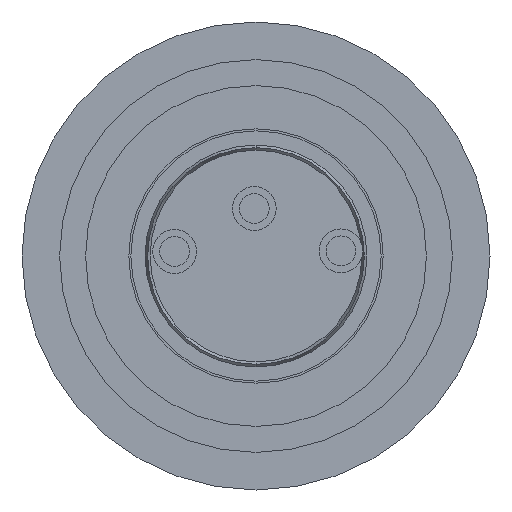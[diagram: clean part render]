
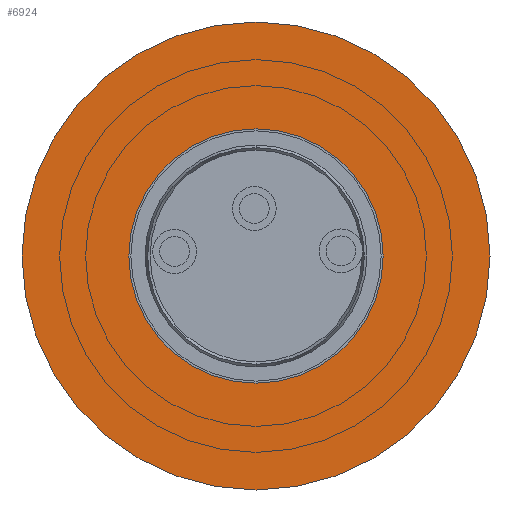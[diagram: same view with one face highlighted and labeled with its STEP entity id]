
A CAD part, front view. The second image highlights one B-rep face of the part: STEP entity #6924.
In plain terms, the highlighted planar face has unit normal (0, -1, 0).
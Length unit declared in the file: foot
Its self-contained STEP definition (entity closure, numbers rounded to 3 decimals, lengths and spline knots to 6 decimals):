
#272 = EDGE_CURVE ( 'NONE', #6784, #10138, #14520, .T. ) ;
#823 = FACE_BOUND ( 'NONE', #4023, .T. ) ;
#1001 = CARTESIAN_POINT ( 'NONE',  ( 0., -0.0075, 0. ) ) ;
#1851 = PLANE ( 'NONE',  #7260 ) ;
#2147 = DIRECTION ( 'NONE',  ( 0., 0., 1. ) ) ;
#2377 = CARTESIAN_POINT ( 'NONE',  ( 0., -0.0075, 0. ) ) ;
#2650 = AXIS2_PLACEMENT_3D ( 'NONE', #2377, #10158, #3479 ) ;
#2749 = CARTESIAN_POINT ( 'NONE',  ( 0., -0.0075, 0.019167 ) ) ;
#2978 = DIRECTION ( 'NONE',  ( 0., 0., -1. ) ) ;
#3277 = CARTESIAN_POINT ( 'NONE',  ( 0., -0.0075, 0. ) ) ;
#3479 = DIRECTION ( 'NONE',  ( 0., 0., 1. ) ) ;
#3660 = CARTESIAN_POINT ( 'NONE',  ( 0., -0.0075, -0.010417 ) ) ;
#3826 = EDGE_LOOP ( 'NONE', ( #9662, #5136 ) ) ;
#4023 = EDGE_LOOP ( 'NONE', ( #9134, #8953 ) ) ;
#4414 = DIRECTION ( 'NONE',  ( 0., 0., 1. ) ) ;
#4529 = EDGE_CURVE ( 'NONE', #7919, #13683, #6647, .T. ) ;
#5136 = ORIENTED_EDGE ( 'NONE', *, *, #9356, .F. ) ;
#5773 = AXIS2_PLACEMENT_3D ( 'NONE', #9370, #10662, #10776 ) ;
#5869 = CARTESIAN_POINT ( 'NONE',  ( 0., -0.0075, 0.010417 ) ) ;
#6647 = CIRCLE ( 'NONE', #2650, 0.010417 ) ;
#6784 = VERTEX_POINT ( 'NONE', #2749 ) ;
#6801 = FACE_OUTER_BOUND ( 'NONE', #3826, .T. ) ;
#6924 = ADVANCED_FACE ( 'NONE', ( #823, #6801 ), #1851, .T. ) ;
#7260 = AXIS2_PLACEMENT_3D ( 'NONE', #12995, #9638, #2978 ) ;
#7919 = VERTEX_POINT ( 'NONE', #3660 ) ;
#8828 = DIRECTION ( 'NONE',  ( 0., 1., 0. ) ) ;
#8953 = ORIENTED_EDGE ( 'NONE', *, *, #4529, .T. ) ;
#9134 = ORIENTED_EDGE ( 'NONE', *, *, #9962, .T. ) ;
#9356 = EDGE_CURVE ( 'NONE', #10138, #6784, #10164, .T. ) ;
#9370 = CARTESIAN_POINT ( 'NONE',  ( 0., -0.0075, 0. ) ) ;
#9638 = DIRECTION ( 'NONE',  ( 0., -1., 0. ) ) ;
#9662 = ORIENTED_EDGE ( 'NONE', *, *, #272, .F. ) ;
#9962 = EDGE_CURVE ( 'NONE', #13683, #7919, #12258, .T. ) ;
#10138 = VERTEX_POINT ( 'NONE', #10217 ) ;
#10158 = DIRECTION ( 'NONE',  ( 0., 1., 0. ) ) ;
#10164 = CIRCLE ( 'NONE', #12950, 0.019167 ) ;
#10217 = CARTESIAN_POINT ( 'NONE',  ( 0., -0.0075, -0.019167 ) ) ;
#10662 = DIRECTION ( 'NONE',  ( 0., 1., 0. ) ) ;
#10776 = DIRECTION ( 'NONE',  ( 0., 0., 1. ) ) ;
#11078 = DIRECTION ( 'NONE',  ( 0., 1., 0. ) ) ;
#11351 = AXIS2_PLACEMENT_3D ( 'NONE', #1001, #8828, #2147 ) ;
#12258 = CIRCLE ( 'NONE', #11351, 0.010417 ) ;
#12950 = AXIS2_PLACEMENT_3D ( 'NONE', #3277, #11078, #4414 ) ;
#12995 = CARTESIAN_POINT ( 'NONE',  ( 0., -0.0075, 0. ) ) ;
#13683 = VERTEX_POINT ( 'NONE', #5869 ) ;
#14520 = CIRCLE ( 'NONE', #5773, 0.019167 ) ;
